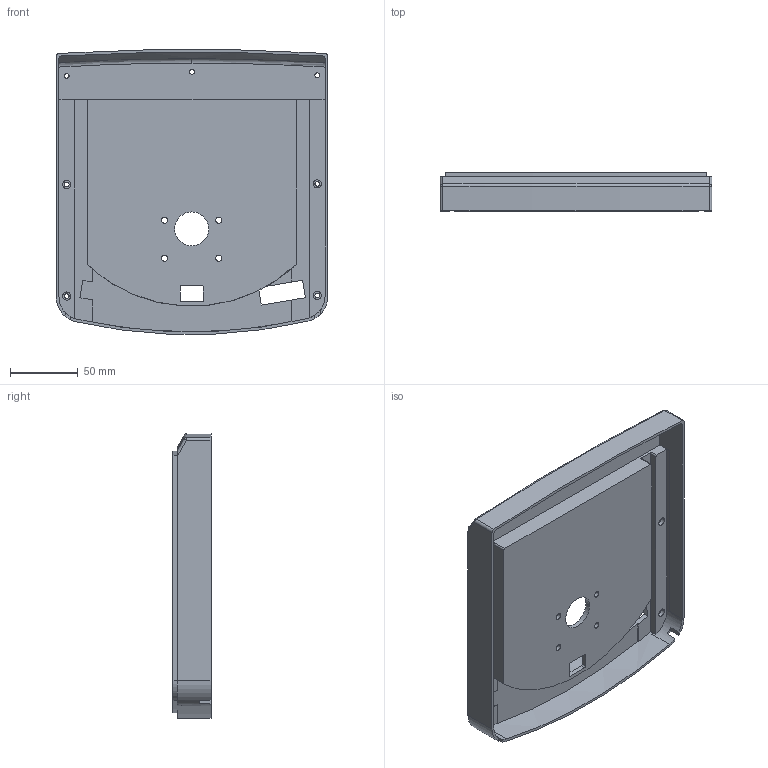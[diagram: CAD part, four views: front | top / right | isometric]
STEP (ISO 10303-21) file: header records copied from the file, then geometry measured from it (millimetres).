
FILE_DESCRIPTION (( 'STEP AP203' ), '1' );
FILE_NAME ('Gehause_Boden_Waage_3.0.STEP', '2024-12-21T15:25:34', ( '' ), ( '' ), 'SwSTEP 2.0', 'SolidWorks 2024', '' );
FILE_SCHEMA (( 'CONFIG_CONTROL_DESIGN' ));
Length unit declared in the file: millimetre
Products named in the file (1): Gehause_Boden_Waage_3.0
Bounding box: 200 x 28 x 209.42 mm (x, y, z)
Volume: 207740.5 mm3; surface area: 131645.9 mm2
Topology: 1 solids, 1 shells, 135 faces, 384 edges, 249 vertices
Faces by surface type: cylinder 64, plane 62, torus 3, cone 2, bspline 2, sphere 2
Entity records: 4680 total; most frequent: CARTESIAN_POINT 924, DIRECTION 799, ORIENTED_EDGE 768, EDGE_CURVE 384, AXIS2_PLACEMENT_3D 296, VERTEX_POINT 249, VECTOR 207, LINE 207
